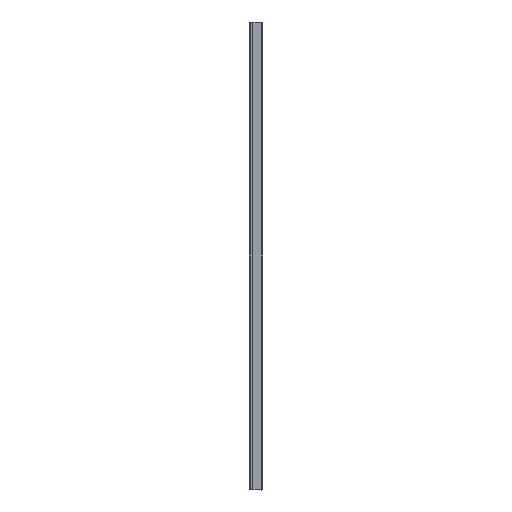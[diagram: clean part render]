
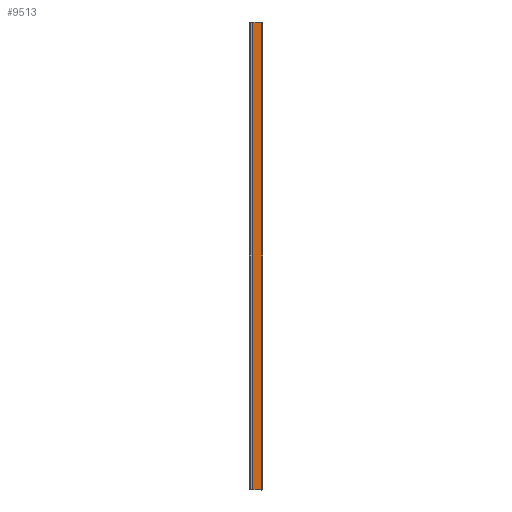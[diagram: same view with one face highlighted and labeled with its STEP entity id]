
A CAD part, left-side view. The second image highlights one B-rep face of the part: STEP entity #9513.
In plain terms, the highlighted face is planar.
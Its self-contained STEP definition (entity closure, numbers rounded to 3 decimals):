
#119 = VERTEX_POINT ( 'NONE', #8522 ) ;
#1688 = VERTEX_POINT ( 'NONE', #34401 ) ;
#1804 = LINE ( 'NONE', #12393, #10415 ) ;
#2184 = FACE_OUTER_BOUND ( 'NONE', #6957, .T. ) ;
#2280 = EDGE_CURVE ( 'NONE', #16236, #1688, #9524, .T. ) ;
#6193 = VECTOR ( 'NONE', #20566, 1000. ) ;
#6957 = EDGE_LOOP ( 'NONE', ( #31014, #22792, #12713, #27209 ) ) ;
#8522 = CARTESIAN_POINT ( 'NONE',  ( -1250., 51.739, 56.5 ) ) ;
#8628 = AXIS2_PLACEMENT_3D ( 'NONE', #23089, #12960, #14907 ) ;
#9513 = ADVANCED_FACE ( 'NONE', ( #2184 ), #10168, .F. ) ;
#9524 = LINE ( 'NONE', #14742, #26034 ) ;
#10168 = PLANE ( 'NONE',  #8628 ) ;
#10415 = VECTOR ( 'NONE', #15194, 1000. ) ;
#12393 = CARTESIAN_POINT ( 'NONE',  ( 1250., 51.739, 56.5 ) ) ;
#12713 = ORIENTED_EDGE ( 'NONE', *, *, #30396, .F. ) ;
#12960 = DIRECTION ( 'NONE',  ( 0., 0., -1. ) ) ;
#14742 = CARTESIAN_POINT ( 'NONE',  ( 1250., 5.244, 56.5 ) ) ;
#14907 = DIRECTION ( 'NONE',  ( -1., 0., 0. ) ) ;
#15166 = CARTESIAN_POINT ( 'NONE',  ( 1250., 51.739, 56.5 ) ) ;
#15194 = DIRECTION ( 'NONE',  ( 0., -1., 0. ) ) ;
#16236 = VERTEX_POINT ( 'NONE', #16479 ) ;
#16479 = CARTESIAN_POINT ( 'NONE',  ( 1250., 5.244, 56.5 ) ) ;
#16911 = LINE ( 'NONE', #15166, #6193 ) ;
#18925 = VECTOR ( 'NONE', #31343, 1000. ) ;
#20566 = DIRECTION ( 'NONE',  ( -1., 0., 0. ) ) ;
#22792 = ORIENTED_EDGE ( 'NONE', *, *, #2280, .F. ) ;
#23089 = CARTESIAN_POINT ( 'NONE',  ( 1250., 11.231, 56.5 ) ) ;
#26034 = VECTOR ( 'NONE', #31134, 1000. ) ;
#26243 = CARTESIAN_POINT ( 'NONE',  ( 1250., 51.739, 56.5 ) ) ;
#26280 = LINE ( 'NONE', #33818, #18925 ) ;
#27209 = ORIENTED_EDGE ( 'NONE', *, *, #28134, .T. ) ;
#28134 = EDGE_CURVE ( 'NONE', #29096, #119, #16911, .T. ) ;
#29096 = VERTEX_POINT ( 'NONE', #26243 ) ;
#30396 = EDGE_CURVE ( 'NONE', #29096, #16236, #1804, .T. ) ;
#31014 = ORIENTED_EDGE ( 'NONE', *, *, #33513, .T. ) ;
#31134 = DIRECTION ( 'NONE',  ( -1., 0., 0. ) ) ;
#31343 = DIRECTION ( 'NONE',  ( 0., -1., 0. ) ) ;
#33513 = EDGE_CURVE ( 'NONE', #119, #1688, #26280, .T. ) ;
#33818 = CARTESIAN_POINT ( 'NONE',  ( -1250., 11.231, 56.5 ) ) ;
#34401 = CARTESIAN_POINT ( 'NONE',  ( -1250., 5.244, 56.5 ) ) ;
